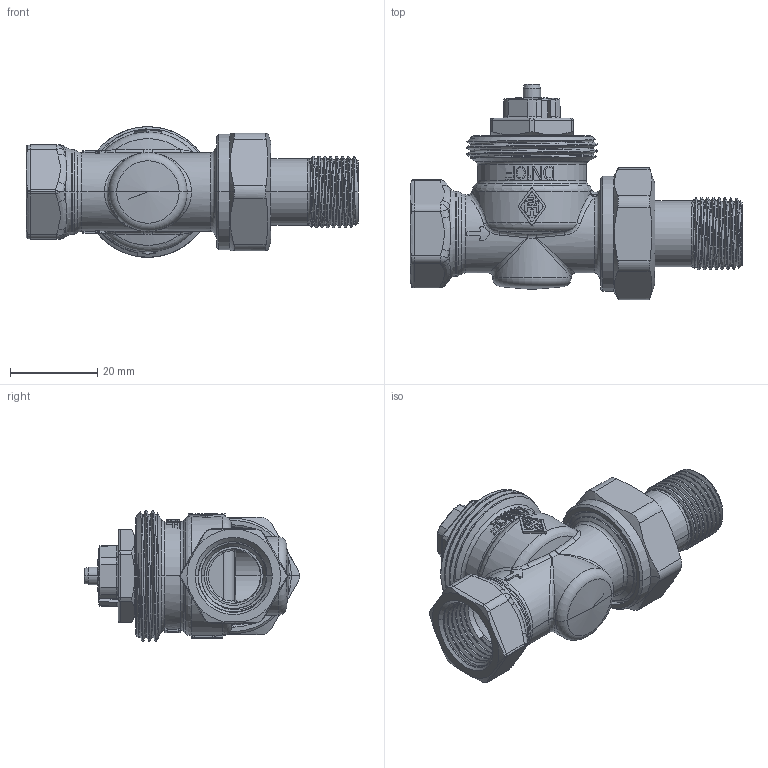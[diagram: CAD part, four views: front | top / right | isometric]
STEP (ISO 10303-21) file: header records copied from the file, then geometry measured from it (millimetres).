
FILE_DESCRIPTION((''),'2;1');
FILE_NAME('3452-01-000-O-BAU_SW0001','2014-12-12T',('marann'),(''),'PRO/ENGINEER BY PARAMETRIC TECHNOLOGY CORPORATION, 2011490','PRO/ENGINEER BY PARAMETRIC TECHNOLOGY CORPORATION, 2011490','');
FILE_SCHEMA(('CONFIG_CONTROL_DESIGN'));
Products named in the file (1): 3452-01-000-O-BAU_SW0001
Bounding box: 76.25 x 49.42 x 29.99 mm (x, y, z)
Volume: 20601.6 mm3; surface area: 18072.9 mm2
Topology: 2 solids, 2 shells, 1243 faces, 3257 edges, 2064 vertices
Faces by surface type: plane 622, cylinder 260, cone 150, bspline 107, torus 78, sphere 26
Entity records: 54266 total; most frequent: CARTESIAN_POINT 26469, ORIENTED_EDGE 6502, DIRECTION 4727, EDGE_CURVE 3251, VERTEX_POINT 2064, AXIS2_PLACEMENT_3D 1785, B_SPLINE_CURVE_WITH_KNOTS 1445, EDGE_LOOP 1301
